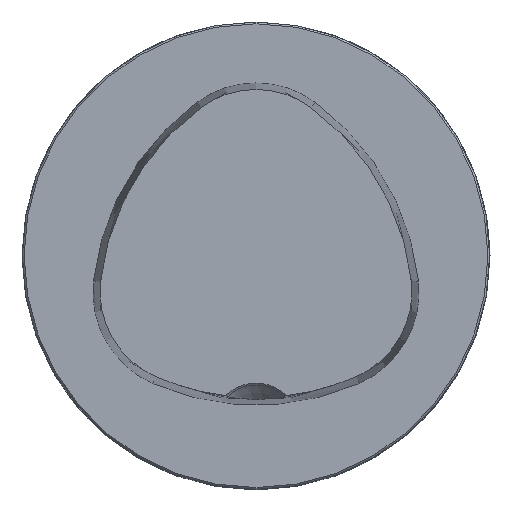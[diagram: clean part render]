
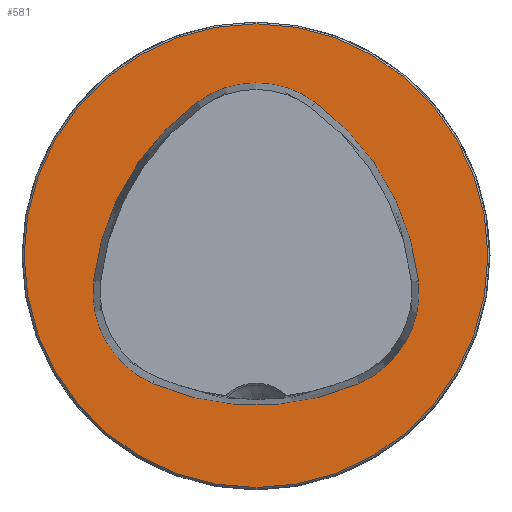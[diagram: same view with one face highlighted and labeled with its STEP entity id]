
A CAD part, top view. The second image highlights one B-rep face of the part: STEP entity #581.
In plain terms, the highlighted planar face has unit normal (0, 0, 1).
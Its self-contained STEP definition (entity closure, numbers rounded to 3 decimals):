
#155=PLANE('',#2396);
#581=ADVANCED_FACE('CU_FL_N1_SU_1',(#859,#860),#155,.T.);
#859=FACE_BOUND('',#923,.T.);
#860=FACE_BOUND('',#924,.T.);
#923=EDGE_LOOP('',(#1219,#1220,#1221,#1222,#1223,#1224));
#924=EDGE_LOOP('',(#1225));
#1219=ORIENTED_EDGE('',*,*,#2010,.F.);
#1220=ORIENTED_EDGE('',*,*,#2011,.F.);
#1221=ORIENTED_EDGE('',*,*,#2003,.F.);
#1222=ORIENTED_EDGE('',*,*,#2012,.F.);
#1223=ORIENTED_EDGE('',*,*,#2013,.F.);
#1224=ORIENTED_EDGE('',*,*,#2014,.F.);
#1225=ORIENTED_EDGE('',*,*,#2015,.T.);
#1769=VERTEX_POINT('',#3850);
#1770=VERTEX_POINT('',#3852);
#1776=VERTEX_POINT('',#3884);
#1777=VERTEX_POINT('',#3885);
#1778=VERTEX_POINT('',#3888);
#1779=VERTEX_POINT('',#3890);
#1780=VERTEX_POINT('',#3893);
#2003=EDGE_CURVE('',#1769,#1770,#2211,.T.);
#2010=EDGE_CURVE('',#1776,#1777,#2213,.T.);
#2011=EDGE_CURVE('',#1770,#1776,#2214,.T.);
#2012=EDGE_CURVE('',#1778,#1769,#2215,.T.);
#2013=EDGE_CURVE('',#1779,#1778,#2216,.T.);
#2014=EDGE_CURVE('',#1777,#1779,#2217,.T.);
#2015=EDGE_CURVE('',#1780,#1780,#2218,.T.);
#2211=CIRCLE('',#2387,44.075);
#2213=CIRCLE('',#2390,44.075);
#2214=CIRCLE('',#2391,17.075);
#2215=CIRCLE('',#2392,17.075);
#2216=CIRCLE('',#2393,44.075);
#2217=CIRCLE('',#2394,17.075);
#2218=CIRCLE('',#2395,39.7);
#2387=AXIS2_PLACEMENT_3D('',#3851,#2753,#2754);
#2390=AXIS2_PLACEMENT_3D('',#3883,#2760,#2761);
#2391=AXIS2_PLACEMENT_3D('',#3886,#2762,#2763);
#2392=AXIS2_PLACEMENT_3D('',#3887,#2764,#2765);
#2393=AXIS2_PLACEMENT_3D('',#3889,#2766,#2767);
#2394=AXIS2_PLACEMENT_3D('',#3891,#2768,#2769);
#2395=AXIS2_PLACEMENT_3D('',#3892,#2770,#2771);
#2396=AXIS2_PLACEMENT_3D('',#3894,#2772,#2773);
#2753=DIRECTION('',(0.,0.,1.));
#2754=DIRECTION('',(-1.,0.,0.));
#2760=DIRECTION('',(0.,0.,1.));
#2761=DIRECTION('',(-1.,0.,0.));
#2762=DIRECTION('',(0.,0.,1.));
#2763=DIRECTION('',(-1.,0.,0.));
#2764=DIRECTION('',(0.,0.,1.));
#2765=DIRECTION('',(-1.,0.,0.));
#2766=DIRECTION('',(0.,0.,1.));
#2767=DIRECTION('',(-1.,0.,0.));
#2768=DIRECTION('',(0.,0.,1.));
#2769=DIRECTION('',(-1.,0.,0.));
#2770=DIRECTION('',(0.,0.,1.));
#2771=DIRECTION('',(-1.,0.,0.));
#2772=DIRECTION('',(0.,0.,1.));
#2773=DIRECTION('',(-1.,0.,0.));
#3850=CARTESIAN_POINT('',(-17.691,-21.869,0.));
#3851=CARTESIAN_POINT('',(0.,18.5,0.));
#3852=CARTESIAN_POINT('',(17.691,-21.869,0.));
#3883=CARTESIAN_POINT('',(-15.993,-9.254,0.));
#3884=CARTESIAN_POINT('',(27.805,-4.317,0.));
#3885=CARTESIAN_POINT('',(10.114,26.257,0.));
#3886=CARTESIAN_POINT('',(10.837,-6.23,0.));
#3887=CARTESIAN_POINT('',(-10.837,-6.23,0.));
#3888=CARTESIAN_POINT('',(-27.805,-4.317,0.));
#3889=CARTESIAN_POINT('',(15.993,-9.254,0.));
#3890=CARTESIAN_POINT('',(-10.114,26.257,0.));
#3891=CARTESIAN_POINT('',(0.,12.5,0.));
#3892=CARTESIAN_POINT('',(0.,0.,0.));
#3893=CARTESIAN_POINT('',(-39.7,0.,0.));
#3894=CARTESIAN_POINT('',(0.,0.,0.));
